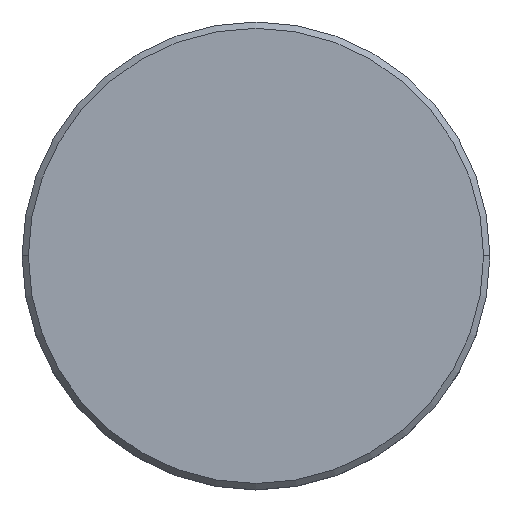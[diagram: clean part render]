
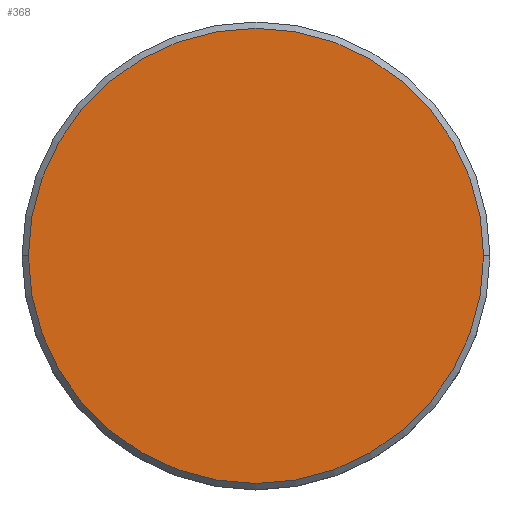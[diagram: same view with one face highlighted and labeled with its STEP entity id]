
A CAD part, top view. The second image highlights one B-rep face of the part: STEP entity #368.
In plain terms, the highlighted planar face has unit normal (0, 0, 1).
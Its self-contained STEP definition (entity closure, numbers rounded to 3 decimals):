
#14 = EDGE_CURVE ( 'NONE', #281, #103, #253, .T. ) ;
#37 = ORIENTED_EDGE ( 'NONE', *, *, #118, .T. ) ;
#39 = EDGE_LOOP ( 'NONE', ( #37, #170 ) ) ;
#81 = PLANE ( 'NONE',  #312 ) ;
#103 = VERTEX_POINT ( 'NONE', #222 ) ;
#118 = EDGE_CURVE ( 'NONE', #103, #281, #300, .T. ) ;
#142 = DIRECTION ( 'NONE',  ( 0., 0., 1. ) ) ;
#147 = DIRECTION ( 'NONE',  ( 1., 0., 0. ) ) ;
#151 = AXIS2_PLACEMENT_3D ( 'NONE', #397, #142, #147 ) ;
#170 = ORIENTED_EDGE ( 'NONE', *, *, #14, .T. ) ;
#180 = DIRECTION ( 'NONE',  ( 1., 0., 0. ) ) ;
#194 = CARTESIAN_POINT ( 'NONE',  ( 18., 0., 0. ) ) ;
#207 = AXIS2_PLACEMENT_3D ( 'NONE', #243, #372, #277 ) ;
#222 = CARTESIAN_POINT ( 'NONE',  ( -18., 0., 0. ) ) ;
#243 = CARTESIAN_POINT ( 'NONE',  ( 0., 0., 0. ) ) ;
#253 = CIRCLE ( 'NONE', #151, 18. ) ;
#274 = FACE_OUTER_BOUND ( 'NONE', #39, .T. ) ;
#277 = DIRECTION ( 'NONE',  ( 1., 0., 0. ) ) ;
#281 = VERTEX_POINT ( 'NONE', #194 ) ;
#299 = DIRECTION ( 'NONE',  ( 0., 0., 1. ) ) ;
#300 = CIRCLE ( 'NONE', #207, 18. ) ;
#303 = CARTESIAN_POINT ( 'NONE',  ( 0., 0., 0. ) ) ;
#312 = AXIS2_PLACEMENT_3D ( 'NONE', #303, #299, #180 ) ;
#368 = ADVANCED_FACE ( 'NONE', ( #274 ), #81, .T. ) ;
#372 = DIRECTION ( 'NONE',  ( 0., 0., 1. ) ) ;
#397 = CARTESIAN_POINT ( 'NONE',  ( 0., 0., 0. ) ) ;
